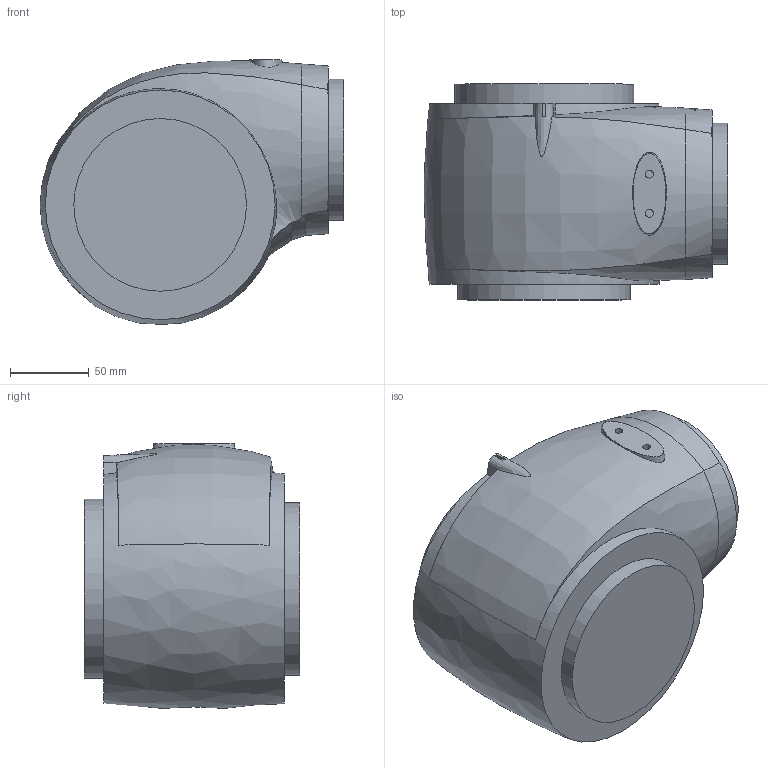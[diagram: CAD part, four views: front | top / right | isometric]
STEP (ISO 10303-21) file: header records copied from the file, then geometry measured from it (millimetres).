
FILE_DESCRIPTION(/* description */ (''),/* implementation_level */ '2;1');
FILE_NAME(/* name */ '实体1.stp',/* time_stamp */ '2020-04-16T14:52:05+08:00',/* author */ ('Administrator'),/* organization */ (''),/* preprocessor_version */ 'ST-DEVELOPER v16.13',/* originating_system */ 'Autodesk Inventor 2018',/* authorisation */ '');
FILE_SCHEMA (('AUTOMOTIVE_DESIGN { 1 0 10303 214 3 1 1 }'));
Length unit declared in the file: millimetre
Products named in the file (1): 实体1
Bounding box: 193.5 x 137.5 x 168.63 mm (x, y, z)
Volume: 2906117.5 mm3; surface area: 118616.2 mm2
Topology: 1 solids, 1 shells, 112 faces, 297 edges, 197 vertices
Faces by surface type: plane 75, bspline 30, cylinder 5, cone 2
Full cylindrical faces by diameter (mm): 5 x2, 90 x1, 110 x1, 114 x1
Entity records: 7341 total; most frequent: CARTESIAN_POINT 4634, ORIENTED_EDGE 574, DIRECTION 437, EDGE_CURVE 287, VERTEX_POINT 195, AXIS2_PLACEMENT_3D 148, LINE 141, VECTOR 141
